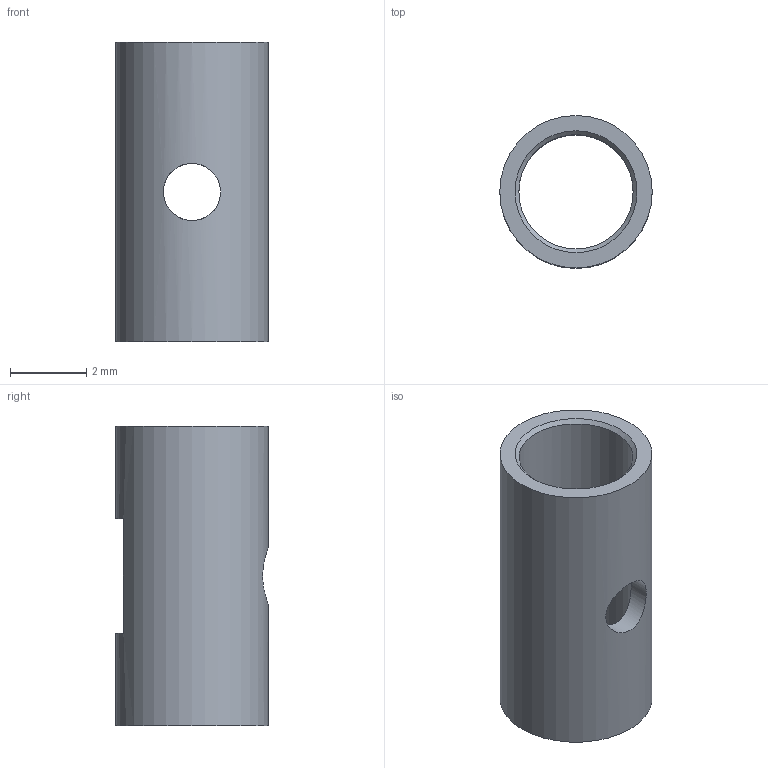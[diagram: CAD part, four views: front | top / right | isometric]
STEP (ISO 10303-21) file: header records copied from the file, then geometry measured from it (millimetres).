
FILE_DESCRIPTION(/* description */ (''),/* implementation_level */ '2;1');
FILE_NAME(/* name */ 'Tube (x3).stp',/* time_stamp */ '2019-07-15T17:09:33+02:00',/* author */ ('Aeris'),/* organization */ (''),/* preprocessor_version */ 'ST-DEVELOPER v17',/* originating_system */ 'Autodesk Inventor 2019',/* authorisation */ '');
FILE_SCHEMA (('AUTOMOTIVE_DESIGN { 1 0 10303 214 3 1 1 }'));
Length unit declared in the file: millimetre
Products named in the file (1): Fermoire - Tube ance (x2)
Bounding box: 4 x 4 x 7.85 mm (x, y, z)
Volume: 40.9 mm3; surface area: 180.5 mm2
Topology: 1 solids, 1 shells, 10 faces, 24 edges, 17 vertices
Faces by surface type: plane 5, cylinder 4, cone 1
Full cylindrical faces by diameter (mm): 1.5 x2, 3 x1, 4 x1
Entity records: 456 total; most frequent: CARTESIAN_POINT 156, ORIENTED_EDGE 48, DIRECTION 47, EDGE_CURVE 24, AXIS2_PLACEMENT_3D 19, EDGE_LOOP 17, VERTEX_POINT 17, FACE_OUTER_BOUND 10
